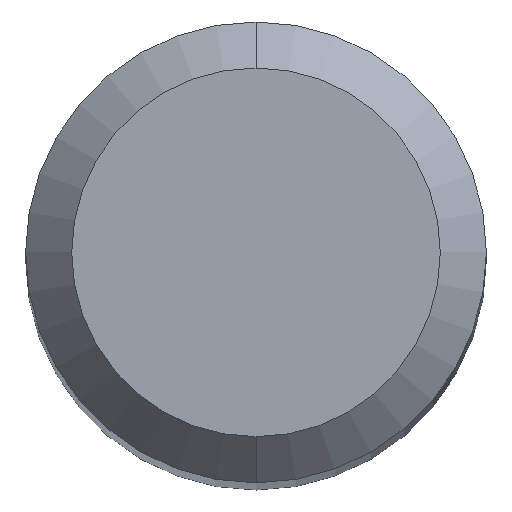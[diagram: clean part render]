
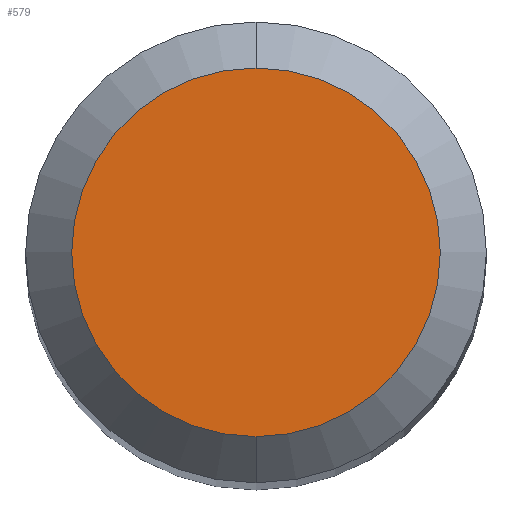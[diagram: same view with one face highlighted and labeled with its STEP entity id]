
A CAD part, top view. The second image highlights one B-rep face of the part: STEP entity #579.
In plain terms, the highlighted planar face has unit normal (0, 0, 1).
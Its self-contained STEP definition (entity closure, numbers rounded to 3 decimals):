
#381=EDGE_CURVE('',#809,#587,#1017,.T.);
#559=EDGE_CURVE('',#587,#809,#1215,.T.);
#579=ADVANCED_FACE('',(#1237),#1238,.T.);
#587=VERTEX_POINT('',#1247);
#809=VERTEX_POINT('',#1489);
#1017=CIRCLE('',#1935,1.2);
#1215=CIRCLE('',#3435,1.2);
#1237=FACE_OUTER_BOUND('',#3595,.T.);
#1238=PLANE('',#3596);
#1247=CARTESIAN_POINT('',(0.0,1.2,0.0));
#1489=CARTESIAN_POINT('',(0.,-1.2,0.0));
#1935=AXIS2_PLACEMENT_3D('',#5891,#5892,#5893);
#3435=AXIS2_PLACEMENT_3D('',#6145,#6146,#6147);
#3595=EDGE_LOOP('',(#6175,#6176));
#3596=AXIS2_PLACEMENT_3D('',#6177,#6178,#6179);
#5891=CARTESIAN_POINT('',(0.0,0.0,0.0));
#5892=DIRECTION('',(0.0,0.0,-1.0));
#5893=DIRECTION('',(0.0,1.0,0.0));
#6145=CARTESIAN_POINT('',(0.0,0.0,0.0));
#6146=DIRECTION('',(0.0,0.0,-1.0));
#6147=DIRECTION('',(0.0,1.0,0.0));
#6175=ORIENTED_EDGE('',*,*,#559,.F.);
#6176=ORIENTED_EDGE('',*,*,#381,.F.);
#6177=CARTESIAN_POINT('',(0.0,0.6,0.0));
#6178=DIRECTION('',(-0.0,0.0,1.0));
#6179=DIRECTION('',(0.0,-1.0,0.0));
